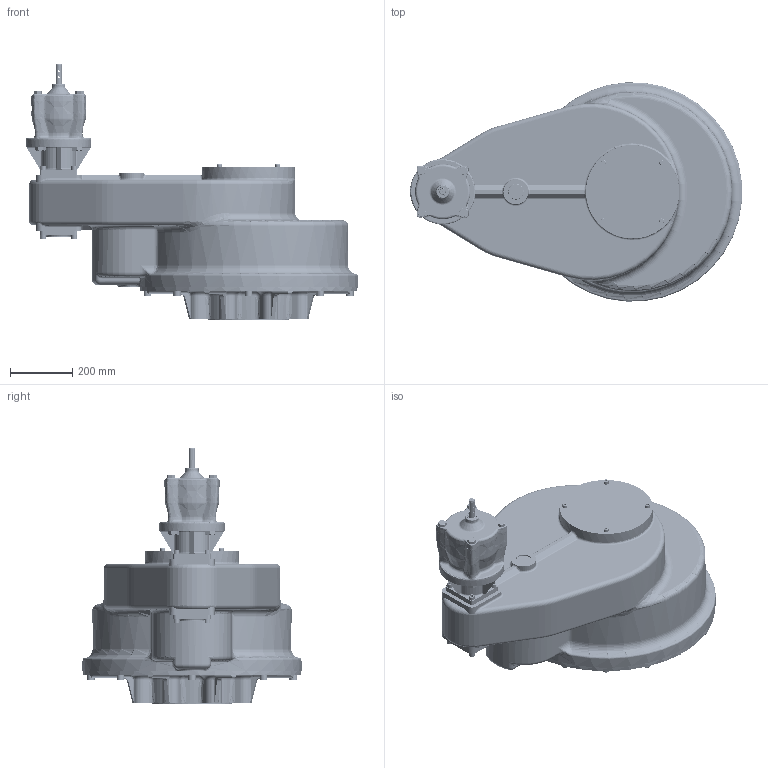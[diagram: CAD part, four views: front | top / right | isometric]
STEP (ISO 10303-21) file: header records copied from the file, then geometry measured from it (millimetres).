
FILE_DESCRIPTION(/* description */ ('Unknown'),/* implementation_level */ '2;1');
FILE_NAME(/* name */ 'PUB-HOS17MPR28-662.4-MAN-F35_SOLID_0-1',/* time_stamp */ '2019-10-22T11:59:12+01:00',/* author */ ('Unknown'),/* organization */ ('Unknown'),/* preprocessor_version */ 'ST-DEVELOPER v16.7',/* originating_system */ 'DEX',/* authorisation */ $);
FILE_SCHEMA (('AUTOMOTIVE_DESIGN {1 0 10303 214 3 1 1}'));
Products named in the file (1): PUB-HOS17MPR28-662.4-MAN-F35_SOLID_0-1
Bounding box: 1066.33 x 704.31 x 824.67 mm (x, y, z)
Volume: 133621051.6 mm3; surface area: 3560524.5 mm2
Topology: 4 solids, 4 shells, 9182 faces, 25998 edges, 16242 vertices
Faces by surface type: plane 4147, cylinder 3392, bspline 714, cone 442, torus 433, sphere 54
Full cylindrical faces by diameter (mm): 2.5 x2, 4.917 x4, 5 x143, 6 x6, 15 x3, 16 x4, 17 x3, 18 x8, 20 x3, 22.098 x1, 23 x2, 24 x8, 25 x4, 26 x2, 26.5 x8, 28 x3, 30 x1, 36 x1, 50 x1, 60 x1, 80 x2, 130 x1, 138 x1, 155 x1, 159.7 x2, 159.88 x1, 159.984 x3, 160 x5, 160.05 x2, 160.1 x2
Entity records: 323399 total; most frequent: CARTESIAN_POINT 91658, ORIENTED_EDGE 50416, DIRECTION 47294, EDGE_CURVE 25208, AXIS2_PLACEMENT_3D 18386, VERTEX_POINT 16084, LINE 10522, VECTOR 10522
